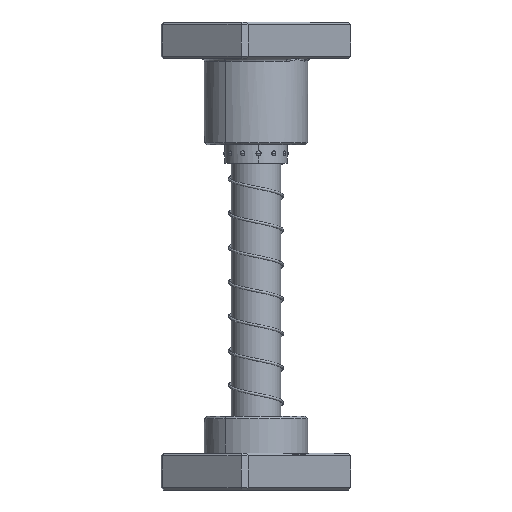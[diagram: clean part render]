
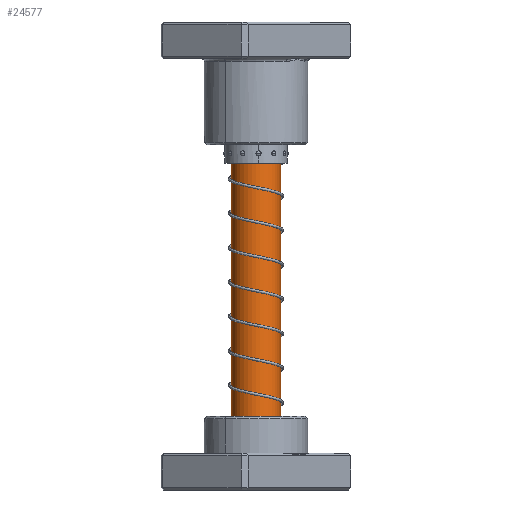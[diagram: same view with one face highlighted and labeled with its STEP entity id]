
A CAD part, front view. The second image highlights one B-rep face of the part: STEP entity #24577.
In plain terms, the highlighted cylindrical face has radius 10 mm (diameter 20 mm), a partial arc.
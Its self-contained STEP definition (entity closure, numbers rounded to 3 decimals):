
#538 = DIRECTION ( 'NONE',  ( 0., 0., -1. ) ) ;
#1278 = DIRECTION ( 'NONE',  ( 0., 0., -1. ) ) ;
#2601 = DIRECTION ( 'NONE',  ( -1., 0., 0. ) ) ;
#3683 = VERTEX_POINT ( 'NONE', #27580 ) ;
#3973 = EDGE_CURVE ( 'NONE', #18860, #9075, #8578, .T. ) ;
#5737 = DIRECTION ( 'NONE',  ( 0., 0., -1. ) ) ;
#7198 = FACE_OUTER_BOUND ( 'NONE', #23803, .T. ) ;
#8568 = CIRCLE ( 'NONE', #23635, 10. ) ;
#8578 = LINE ( 'NONE', #17409, #30089 ) ;
#9075 = VERTEX_POINT ( 'NONE', #20806 ) ;
#11555 = ORIENTED_EDGE ( 'NONE', *, *, #23540, .T. ) ;
#13308 = VERTEX_POINT ( 'NONE', #34224 ) ;
#13830 = LINE ( 'NONE', #20120, #27865 ) ;
#16237 = ORIENTED_EDGE ( 'NONE', *, *, #19528, .T. ) ;
#16349 = ORIENTED_EDGE ( 'NONE', *, *, #3973, .F. ) ;
#16733 = DIRECTION ( 'NONE',  ( 0., 0., -1. ) ) ;
#17409 = CARTESIAN_POINT ( 'NONE',  ( 10., 0., 160. ) ) ;
#18143 = CARTESIAN_POINT ( 'NONE',  ( 0., 0., 19. ) ) ;
#18860 = VERTEX_POINT ( 'NONE', #27519 ) ;
#19528 = EDGE_CURVE ( 'NONE', #18860, #3683, #20296, .T. ) ;
#19562 = CARTESIAN_POINT ( 'NONE',  ( 0., 0., 160. ) ) ;
#20120 = CARTESIAN_POINT ( 'NONE',  ( -10., 0., 160. ) ) ;
#20296 = CIRCLE ( 'NONE', #31967, 10. ) ;
#20806 = CARTESIAN_POINT ( 'NONE',  ( 10., 0., 19. ) ) ;
#20915 = DIRECTION ( 'NONE',  ( -1., 0., 0. ) ) ;
#21225 = CYLINDRICAL_SURFACE ( 'NONE', #25767, 10. ) ;
#22557 = CARTESIAN_POINT ( 'NONE',  ( 0., 0., 157.5 ) ) ;
#23540 = EDGE_CURVE ( 'NONE', #3683, #13308, #13830, .T. ) ;
#23635 = AXIS2_PLACEMENT_3D ( 'NONE', #18143, #1278, #20915 ) ;
#23803 = EDGE_LOOP ( 'NONE', ( #16349, #16237, #11555, #25370 ) ) ;
#24577 = ADVANCED_FACE ( 'NONE', ( #7198 ), #21225, .T. ) ;
#25370 = ORIENTED_EDGE ( 'NONE', *, *, #31699, .F. ) ;
#25381 = DIRECTION ( 'NONE',  ( 1., 0., 0. ) ) ;
#25767 = AXIS2_PLACEMENT_3D ( 'NONE', #19562, #16733, #2601 ) ;
#25918 = DIRECTION ( 'NONE',  ( 0., 0., -1. ) ) ;
#27519 = CARTESIAN_POINT ( 'NONE',  ( 10., 0., 157.5 ) ) ;
#27580 = CARTESIAN_POINT ( 'NONE',  ( -10., 0., 157.5 ) ) ;
#27865 = VECTOR ( 'NONE', #25918, 1000. ) ;
#30089 = VECTOR ( 'NONE', #538, 1000. ) ;
#31699 = EDGE_CURVE ( 'NONE', #9075, #13308, #8568, .T. ) ;
#31967 = AXIS2_PLACEMENT_3D ( 'NONE', #22557, #5737, #25381 ) ;
#34224 = CARTESIAN_POINT ( 'NONE',  ( -10., 0., 19. ) ) ;
